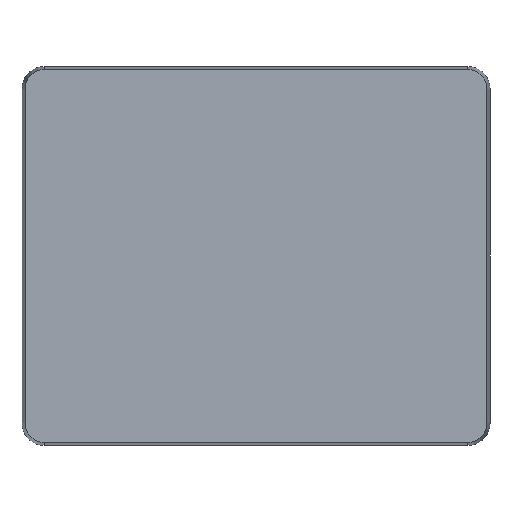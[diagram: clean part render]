
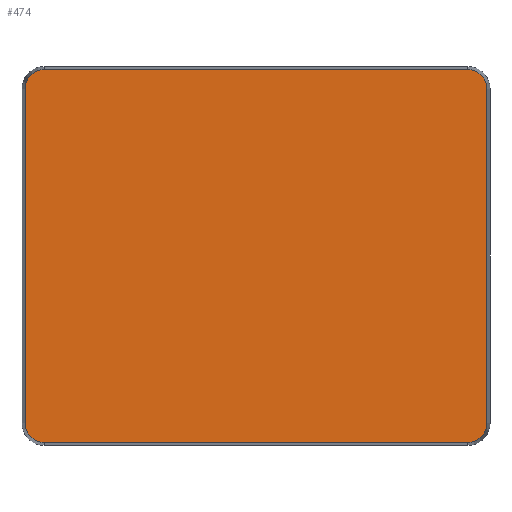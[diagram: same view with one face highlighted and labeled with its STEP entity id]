
A CAD part, front view. The second image highlights one B-rep face of the part: STEP entity #474.
In plain terms, the highlighted planar face has unit normal (0, -1, 0).
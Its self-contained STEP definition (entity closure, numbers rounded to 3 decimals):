
#3 = VERTEX_POINT ( 'NONE', #417 ) ;
#11 = ORIENTED_EDGE ( 'NONE', *, *, #235, .F. ) ;
#17 = AXIS2_PLACEMENT_3D ( 'NONE', #469, #139, #370 ) ;
#25 = ORIENTED_EDGE ( 'NONE', *, *, #43, .F. ) ;
#43 = EDGE_CURVE ( 'NONE', #463, #122, #585, .T. ) ;
#65 = CARTESIAN_POINT ( 'NONE',  ( -9.5, -4., -7.5 ) ) ;
#73 = CARTESIAN_POINT ( 'NONE',  ( 9.5, -4., -8.36 ) ) ;
#78 = FACE_OUTER_BOUND ( 'NONE', #519, .T. ) ;
#84 = ORIENTED_EDGE ( 'NONE', *, *, #221, .F. ) ;
#93 = DIRECTION ( 'NONE',  ( 0., 0., -1. ) ) ;
#96 = CIRCLE ( 'NONE', #160, 0.86 ) ;
#98 = EDGE_CURVE ( 'NONE', #459, #463, #559, .T. ) ;
#104 = VERTEX_POINT ( 'NONE', #548 ) ;
#117 = AXIS2_PLACEMENT_3D ( 'NONE', #458, #165, #403 ) ;
#122 = VERTEX_POINT ( 'NONE', #204 ) ;
#139 = DIRECTION ( 'NONE',  ( 0., 1., 0. ) ) ;
#142 = ORIENTED_EDGE ( 'NONE', *, *, #98, .F. ) ;
#146 = EDGE_CURVE ( 'NONE', #464, #459, #256, .T. ) ;
#160 = AXIS2_PLACEMENT_3D ( 'NONE', #455, #353, #549 ) ;
#165 = DIRECTION ( 'NONE',  ( 0., -1., 0. ) ) ;
#183 = CARTESIAN_POINT ( 'NONE',  ( 9.5, -4., 7.5 ) ) ;
#204 = CARTESIAN_POINT ( 'NONE',  ( -10.36, -4., 7.5 ) ) ;
#209 = CIRCLE ( 'NONE', #17, 0.86 ) ;
#214 = EDGE_CURVE ( 'NONE', #122, #3, #209, .T. ) ;
#217 = CARTESIAN_POINT ( 'NONE',  ( -9.5, -4., -8.36 ) ) ;
#218 = ORIENTED_EDGE ( 'NONE', *, *, #508, .F. ) ;
#221 = EDGE_CURVE ( 'NONE', #3, #104, #517, .T. ) ;
#235 = EDGE_CURVE ( 'NONE', #557, #563, #427, .T. ) ;
#243 = DIRECTION ( 'NONE',  ( 0., 0., -1. ) ) ;
#256 = LINE ( 'NONE', #448, #452 ) ;
#278 = DIRECTION ( 'NONE',  ( 1., 0., 0. ) ) ;
#298 = DIRECTION ( 'NONE',  ( 0., 0., -1. ) ) ;
#309 = CARTESIAN_POINT ( 'NONE',  ( 10.36, -4., -7.5 ) ) ;
#320 = VECTOR ( 'NONE', #93, 1000. ) ;
#324 = ORIENTED_EDGE ( 'NONE', *, *, #214, .F. ) ;
#326 = EDGE_CURVE ( 'NONE', #104, #557, #331, .T. ) ;
#331 = CIRCLE ( 'NONE', #354, 0.86 ) ;
#351 = DIRECTION ( 'NONE',  ( 0., 0., 1. ) ) ;
#353 = DIRECTION ( 'NONE',  ( 0., 1., 0. ) ) ;
#354 = AXIS2_PLACEMENT_3D ( 'NONE', #183, #473, #243 ) ;
#365 = VECTOR ( 'NONE', #351, 1000. ) ;
#369 = CARTESIAN_POINT ( 'NONE',  ( -9.5, -4., 8.36 ) ) ;
#370 = DIRECTION ( 'NONE',  ( 0., 0., -1. ) ) ;
#388 = DIRECTION ( 'NONE',  ( 0., 1., 0. ) ) ;
#401 = CARTESIAN_POINT ( 'NONE',  ( -10.36, -4., 7.5 ) ) ;
#403 = DIRECTION ( 'NONE',  ( 0., 0., -1. ) ) ;
#417 = CARTESIAN_POINT ( 'NONE',  ( -9.5, -4., 8.36 ) ) ;
#427 = LINE ( 'NONE', #475, #320 ) ;
#448 = CARTESIAN_POINT ( 'NONE',  ( -9.5, -4., -8.36 ) ) ;
#452 = VECTOR ( 'NONE', #542, 1000. ) ;
#455 = CARTESIAN_POINT ( 'NONE',  ( 9.5, -4., -7.5 ) ) ;
#456 = ORIENTED_EDGE ( 'NONE', *, *, #146, .F. ) ;
#458 = CARTESIAN_POINT ( 'NONE',  ( -9.5, -4., -7.5 ) ) ;
#459 = VERTEX_POINT ( 'NONE', #217 ) ;
#460 = AXIS2_PLACEMENT_3D ( 'NONE', #65, #388, #298 ) ;
#462 = CARTESIAN_POINT ( 'NONE',  ( 10.36, -4., 7.5 ) ) ;
#463 = VERTEX_POINT ( 'NONE', #556 ) ;
#464 = VERTEX_POINT ( 'NONE', #73 ) ;
#469 = CARTESIAN_POINT ( 'NONE',  ( -9.5, -4., 7.5 ) ) ;
#473 = DIRECTION ( 'NONE',  ( 0., 1., 0. ) ) ;
#474 = ADVANCED_FACE ( 'NONE', ( #78 ), #501, .T. ) ;
#475 = CARTESIAN_POINT ( 'NONE',  ( 10.36, -4., 7.5 ) ) ;
#501 = PLANE ( 'NONE',  #117 ) ;
#508 = EDGE_CURVE ( 'NONE', #563, #464, #96, .T. ) ;
#517 = LINE ( 'NONE', #369, #541 ) ;
#519 = EDGE_LOOP ( 'NONE', ( #142, #456, #218, #11, #604, #84, #324, #25 ) ) ;
#541 = VECTOR ( 'NONE', #278, 1000. ) ;
#542 = DIRECTION ( 'NONE',  ( -1., 0., 0. ) ) ;
#548 = CARTESIAN_POINT ( 'NONE',  ( 9.5, -4., 8.36 ) ) ;
#549 = DIRECTION ( 'NONE',  ( 0., 0., -1. ) ) ;
#556 = CARTESIAN_POINT ( 'NONE',  ( -10.36, -4., -7.5 ) ) ;
#557 = VERTEX_POINT ( 'NONE', #462 ) ;
#559 = CIRCLE ( 'NONE', #460, 0.86 ) ;
#563 = VERTEX_POINT ( 'NONE', #309 ) ;
#585 = LINE ( 'NONE', #401, #365 ) ;
#604 = ORIENTED_EDGE ( 'NONE', *, *, #326, .F. ) ;
